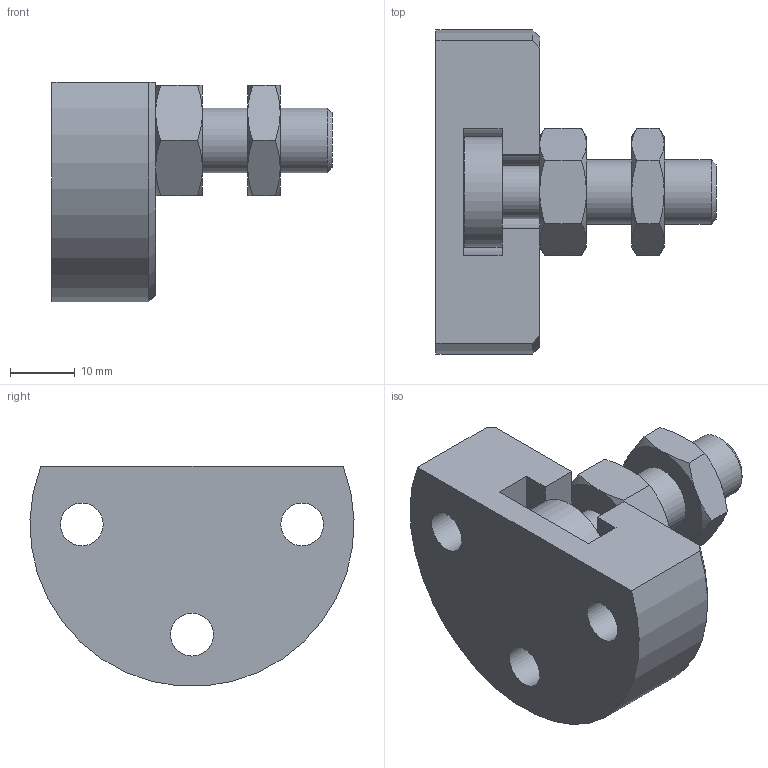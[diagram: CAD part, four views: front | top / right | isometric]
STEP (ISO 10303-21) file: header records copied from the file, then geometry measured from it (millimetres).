
FILE_DESCRIPTION( ( 'STEP AP214' ), '1' );
FILE_NAME( 'K0710.10201.stp', '2020-12-09T12:31:31', ( '' ), ( '' ), ' ', 'PARTsolutions', ' ' );
FILE_SCHEMA( ( 'AUTOMOTIVE_DESIGN { 1 0 10303 214 1 1 1 1 }' ) );
Length unit declared in the file: millimetre
Products named in the file (4): K0710.10201; _K0710.10201_flansch; _K0710.10201_kupplung; _M 10 x 1,25_mutter
Assembly tree (3 placements, depth 2):
  K0710.10201
    _K0710.10201_flansch
    _K0710.10201_kupplung
    _M 10 x 1,25_mutter
Bounding box: 43.2 x 49.98 x 33.91 mm (x, y, z)
Volume: 22955.6 mm3; surface area: 9885.4 mm2
Topology: 3 solids, 3 shells, 72 faces, 154 edges, 94 vertices
Faces by surface type: plane 31, cone 28, cylinder 13
Full cylindrical faces by diameter (mm): 6.6 x3, 8.2 x1, 8.647 x1, 10 x1, 11 x3, 17 x1
Entity records: 2698 total; most frequent: CARTESIAN_POINT 595, DIRECTION 296, ORIENTED_EDGE 280, EDGE_CURVE 140, AXIS2_PLACEMENT_3D 130, EDGE_LOOP 99, VERTEX_POINT 93, FACE_OUTER_BOUND 82
